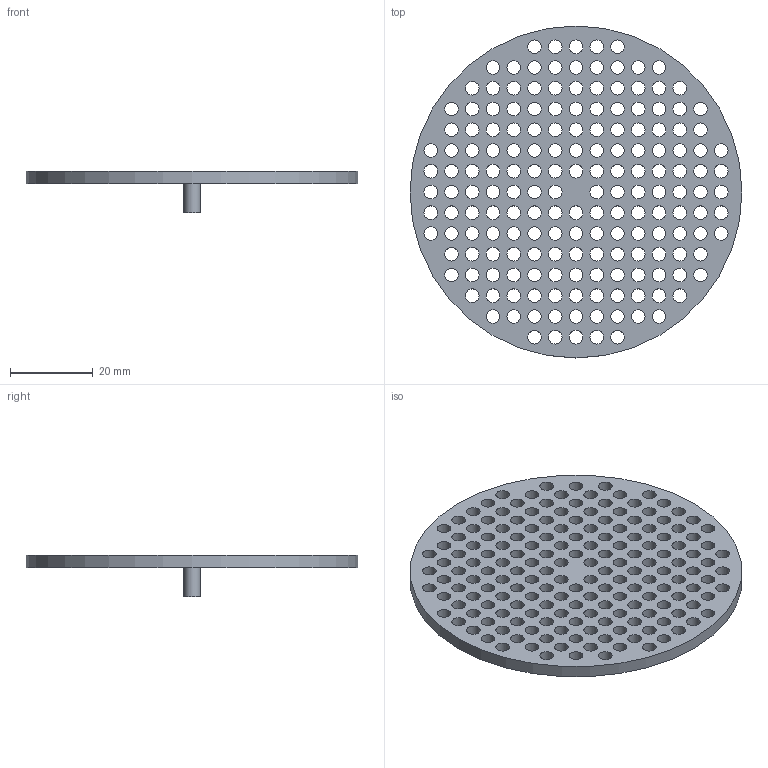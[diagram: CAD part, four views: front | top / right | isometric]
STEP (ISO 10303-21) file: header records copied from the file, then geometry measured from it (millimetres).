
FILE_DESCRIPTION(('FreeCAD Model'),'2;1');
FILE_NAME('Open CASCADE Shape Model','2024-01-29T12:15:19',('Author'),( ''),'Open CASCADE STEP processor 7.7','FreeCAD','Unknown');
FILE_SCHEMA(('AUTOMOTIVE_DESIGN { 1 0 10303 214 1 1 1 1 }'));
Length unit declared in the file: millimetre
Products named in the file (1): Cut
Bounding box: 80 x 80 x 10 mm (x, y, z)
Volume: 10651.6 mm3; surface area: 13358.3 mm2
Topology: 1 solids, 1 shells, 181 faces, 534 edges, 356 vertices
Faces by surface type: cylinder 178, plane 3
Full cylindrical faces by diameter (mm): 3.3 x176, 4 x1, 80 x1
Entity records: 6990 total; most frequent: DIRECTION 1254, CARTESIAN_POINT 1072, ORIENTED_EDGE 1068, AXIS2_PLACEMENT_3D 538, FACE_BOUND 534, EDGE_LOOP 534, EDGE_CURVE 534, VERTEX_POINT 356
